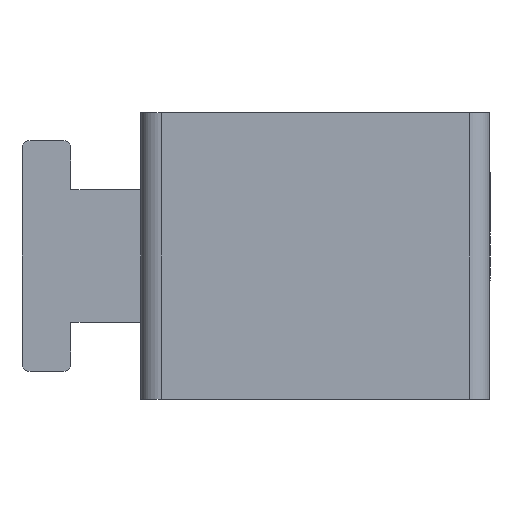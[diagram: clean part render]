
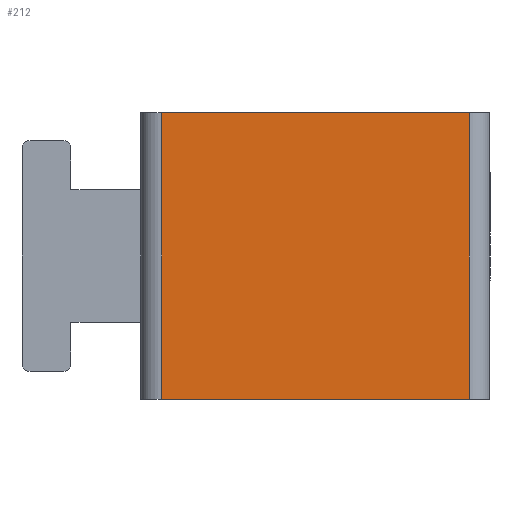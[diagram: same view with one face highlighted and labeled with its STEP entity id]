
A CAD part, left-side view. The second image highlights one B-rep face of the part: STEP entity #212.
In plain terms, the highlighted planar face has unit normal (-1, 0, 0).
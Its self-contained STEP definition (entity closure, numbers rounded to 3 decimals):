
#46 = ORIENTED_EDGE ( 'NONE', *, *, #405, .T. ) ;
#85 = VERTEX_POINT ( 'NONE', #1455 ) ;
#108 = CARTESIAN_POINT ( 'NONE',  ( -260.5, 0., 0. ) ) ;
#124 = PLANE ( 'NONE',  #1618 ) ;
#152 = CARTESIAN_POINT ( 'NONE',  ( -260.5, 3., -20.5 ) ) ;
#153 = CARTESIAN_POINT ( 'NONE',  ( -260.5, 47., 20.5 ) ) ;
#194 = VECTOR ( 'NONE', #1261, 1000. ) ;
#212 = ADVANCED_FACE ( 'NONE', ( #1398 ), #124, .F. ) ;
#312 = DIRECTION ( 'NONE',  ( 0., -1., 0. ) ) ;
#388 = VERTEX_POINT ( 'NONE', #153 ) ;
#403 = VECTOR ( 'NONE', #312, 1000. ) ;
#405 = EDGE_CURVE ( 'NONE', #85, #1606, #1471, .T. ) ;
#440 = DIRECTION ( 'NONE',  ( 0., 0., -1. ) ) ;
#566 = CARTESIAN_POINT ( 'NONE',  ( -260.5, 0., 20.5 ) ) ;
#573 = LINE ( 'NONE', #566, #194 ) ;
#715 = EDGE_CURVE ( 'NONE', #938, #388, #573, .T. ) ;
#816 = EDGE_CURVE ( 'NONE', #938, #1606, #1769, .T. ) ;
#862 = DIRECTION ( 'NONE',  ( 1., 0., 0. ) ) ;
#910 = EDGE_LOOP ( 'NONE', ( #1532, #46, #1124, #1321 ) ) ;
#938 = VERTEX_POINT ( 'NONE', #1636 ) ;
#1064 = VECTOR ( 'NONE', #1259, 1000. ) ;
#1107 = EDGE_CURVE ( 'NONE', #388, #85, #1268, .T. ) ;
#1124 = ORIENTED_EDGE ( 'NONE', *, *, #816, .F. ) ;
#1131 = VECTOR ( 'NONE', #440, 1000. ) ;
#1259 = DIRECTION ( 'NONE',  ( 0., 0., -1. ) ) ;
#1261 = DIRECTION ( 'NONE',  ( 0., 1., 0. ) ) ;
#1268 = LINE ( 'NONE', #1845, #1064 ) ;
#1321 = ORIENTED_EDGE ( 'NONE', *, *, #715, .T. ) ;
#1342 = CARTESIAN_POINT ( 'NONE',  ( -260.5, 0., -20.5 ) ) ;
#1398 = FACE_OUTER_BOUND ( 'NONE', #910, .T. ) ;
#1408 = DIRECTION ( 'NONE',  ( 0., 1., 0. ) ) ;
#1455 = CARTESIAN_POINT ( 'NONE',  ( -260.5, 47., -20.5 ) ) ;
#1471 = LINE ( 'NONE', #1342, #403 ) ;
#1532 = ORIENTED_EDGE ( 'NONE', *, *, #1107, .T. ) ;
#1606 = VERTEX_POINT ( 'NONE', #1723 ) ;
#1618 = AXIS2_PLACEMENT_3D ( 'NONE', #108, #862, #1408 ) ;
#1636 = CARTESIAN_POINT ( 'NONE',  ( -260.5, 3., 20.5 ) ) ;
#1723 = CARTESIAN_POINT ( 'NONE',  ( -260.5, 3., -20.5 ) ) ;
#1769 = LINE ( 'NONE', #152, #1131 ) ;
#1845 = CARTESIAN_POINT ( 'NONE',  ( -260.5, 47., 20.5 ) ) ;
